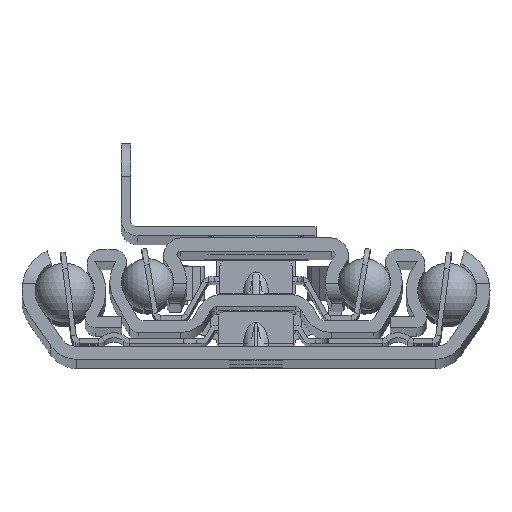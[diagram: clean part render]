
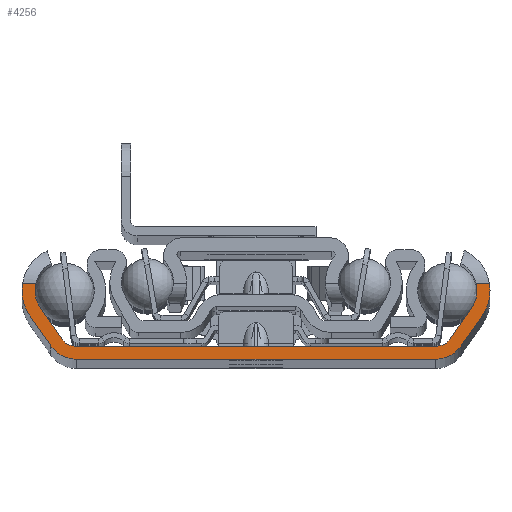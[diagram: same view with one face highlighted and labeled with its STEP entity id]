
A CAD part, top view. The second image highlights one B-rep face of the part: STEP entity #4256.
In plain terms, the highlighted planar face has unit normal (0, 0, 1).
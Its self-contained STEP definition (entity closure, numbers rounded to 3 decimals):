
#36=DIRECTION('',(-1.,0.,0.));
#37=VECTOR('',#36,2.014);
#38=CARTESIAN_POINT('',(-33.346,11.5,0.));
#39=LINE('',#38,#37);
#40=CARTESIAN_POINT('',(-28.725,10.4,0.));
#41=DIRECTION('',(0.,0.,-1.));
#42=DIRECTION('',(-0.819,-0.574,0.));
#43=AXIS2_PLACEMENT_3D('',#40,#41,#42);
#45=DIRECTION('',(-0.574,0.819,0.));
#46=VECTOR('',#45,5.757);
#47=CARTESIAN_POINT('',(-29.314,2.959,0.));
#48=LINE('',#47,#46);
#49=CARTESIAN_POINT('',(-27.471,4.25,0.));
#50=DIRECTION('',(0.,0.,-1.));
#51=DIRECTION('',(0.,-1.,0.));
#52=AXIS2_PLACEMENT_3D('',#49,#50,#51);
#54=DIRECTION('',(-1.,0.,0.));
#55=VECTOR('',#54,54.941);
#56=CARTESIAN_POINT('',(27.471,2.,0.));
#57=LINE('',#56,#55);
#58=CARTESIAN_POINT('',(27.471,4.25,0.));
#59=DIRECTION('',(0.,0.,-1.));
#60=DIRECTION('',(0.819,-0.574,0.));
#61=AXIS2_PLACEMENT_3D('',#58,#59,#60);
#63=DIRECTION('',(-0.574,-0.819,0.));
#64=VECTOR('',#63,5.757);
#65=CARTESIAN_POINT('',(32.616,7.676,0.));
#66=LINE('',#65,#64);
#67=CARTESIAN_POINT('',(28.725,10.4,0.));
#68=DIRECTION('',(0.,0.,-1.));
#69=DIRECTION('',(0.973,0.232,0.));
#70=AXIS2_PLACEMENT_3D('',#67,#68,#69);
#72=DIRECTION('',(-1.,0.,0.));
#73=VECTOR('',#72,2.014);
#74=CARTESIAN_POINT('',(35.359,11.5,0.));
#75=LINE('',#74,#73);
#76=CARTESIAN_POINT('',(28.725,10.4,0.));
#77=DIRECTION('',(0.,0.,1.));
#78=DIRECTION('',(0.819,-0.574,0.));
#79=AXIS2_PLACEMENT_3D('',#76,#77,#78);
#81=DIRECTION('',(0.574,0.819,0.));
#82=VECTOR('',#81,5.514);
#83=CARTESIAN_POINT('',(31.071,2.026,0.));
#84=LINE('',#83,#82);
#85=CARTESIAN_POINT('',(27.18,4.75,0.));
#86=DIRECTION('',(0.,0.,1.));
#87=DIRECTION('',(0.,-1.,0.));
#88=AXIS2_PLACEMENT_3D('',#85,#86,#87);
#90=DIRECTION('',(1.,0.,0.));
#91=VECTOR('',#90,54.36);
#92=CARTESIAN_POINT('',(-27.18,0.,0.));
#93=LINE('',#92,#91);
#94=CARTESIAN_POINT('',(-27.18,4.75,0.));
#95=DIRECTION('',(0.,0.,1.));
#96=DIRECTION('',(-0.819,-0.574,0.));
#97=AXIS2_PLACEMENT_3D('',#94,#95,#96);
#99=DIRECTION('',(0.574,-0.819,0.));
#100=VECTOR('',#99,5.514);
#101=CARTESIAN_POINT('',(-34.234,6.543,0.));
#102=LINE('',#101,#100);
#103=CARTESIAN_POINT('',(-28.725,10.4,0.));
#104=DIRECTION('',(0.,0.,1.));
#105=DIRECTION('',(-0.987,0.164,0.));
#106=AXIS2_PLACEMENT_3D('',#103,#104,#105);
#3504=CARTESIAN_POINT('',(-27.471,2.,0.));
#3505=CARTESIAN_POINT('',(-29.314,2.959,0.));
#3506=VERTEX_POINT('',#3504);
#3507=VERTEX_POINT('',#3505);
#3508=CARTESIAN_POINT('',(-32.616,7.676,0.));
#3509=VERTEX_POINT('',#3508);
#3510=CARTESIAN_POINT('',(-34.234,6.543,0.));
#3511=CARTESIAN_POINT('',(-31.071,2.026,0.));
#3512=VERTEX_POINT('',#3510);
#3513=VERTEX_POINT('',#3511);
#3514=CARTESIAN_POINT('',(-27.18,0.,0.));
#3515=VERTEX_POINT('',#3514);
#3516=CARTESIAN_POINT('',(27.18,0.,0.));
#3517=VERTEX_POINT('',#3516);
#3518=CARTESIAN_POINT('',(31.071,2.026,0.));
#3519=VERTEX_POINT('',#3518);
#3520=CARTESIAN_POINT('',(34.234,6.543,0.));
#3521=VERTEX_POINT('',#3520);
#3522=CARTESIAN_POINT('',(32.616,7.676,0.));
#3523=CARTESIAN_POINT('',(29.314,2.959,0.));
#3524=VERTEX_POINT('',#3522);
#3525=VERTEX_POINT('',#3523);
#3526=CARTESIAN_POINT('',(27.471,2.,0.));
#3527=VERTEX_POINT('',#3526);
#3560=CARTESIAN_POINT('',(-33.346,11.5,0.));
#3561=CARTESIAN_POINT('',(-35.359,11.5,0.));
#3562=VERTEX_POINT('',#3560);
#3563=VERTEX_POINT('',#3561);
#3564=CARTESIAN_POINT('',(35.359,11.5,0.));
#3565=CARTESIAN_POINT('',(33.346,11.5,0.));
#3566=VERTEX_POINT('',#3564);
#3567=VERTEX_POINT('',#3565);
#4217=CARTESIAN_POINT('',(0.,0.,0.));
#4218=DIRECTION('',(0.,0.,1.));
#4219=DIRECTION('',(1.,0.,0.));
#4220=AXIS2_PLACEMENT_3D('',#4217,#4218,#4219);
#4221=PLANE('',#4220);
#4223=ORIENTED_EDGE('',*,*,#4222,.F.);
#4225=ORIENTED_EDGE('',*,*,#4224,.F.);
#4227=ORIENTED_EDGE('',*,*,#4226,.F.);
#4229=ORIENTED_EDGE('',*,*,#4228,.F.);
#4231=ORIENTED_EDGE('',*,*,#4230,.F.);
#4233=ORIENTED_EDGE('',*,*,#4232,.F.);
#4235=ORIENTED_EDGE('',*,*,#4234,.F.);
#4237=ORIENTED_EDGE('',*,*,#4236,.F.);
#4239=ORIENTED_EDGE('',*,*,#4238,.F.);
#4241=ORIENTED_EDGE('',*,*,#4240,.F.);
#4243=ORIENTED_EDGE('',*,*,#4242,.F.);
#4245=ORIENTED_EDGE('',*,*,#4244,.F.);
#4247=ORIENTED_EDGE('',*,*,#4246,.F.);
#4249=ORIENTED_EDGE('',*,*,#4248,.F.);
#4251=ORIENTED_EDGE('',*,*,#4250,.F.);
#4253=ORIENTED_EDGE('',*,*,#4252,.F.);
#4254=EDGE_LOOP('',(#4223,#4225,#4227,#4229,#4231,#4233,#4235,#4237,#4239,#4241,
#4243,#4245,#4247,#4249,#4251,#4253));
#4255=FACE_OUTER_BOUND('',#4254,.F.);
#4256=ADVANCED_FACE('',(#4255),#4221,.T.);
#44=CIRCLE('',#43,4.75);
#53=CIRCLE('',#52,2.25);
#62=CIRCLE('',#61,2.25);
#71=CIRCLE('',#70,4.75);
#80=CIRCLE('',#79,6.725);
#89=CIRCLE('',#88,4.75);
#98=CIRCLE('',#97,4.75);
#107=CIRCLE('',#106,6.725);
#4222=EDGE_CURVE('',#3562,#3563,#39,.T.);
#4224=EDGE_CURVE('',#3509,#3562,#44,.T.);
#4226=EDGE_CURVE('',#3507,#3509,#48,.T.);
#4228=EDGE_CURVE('',#3506,#3507,#53,.T.);
#4230=EDGE_CURVE('',#3527,#3506,#57,.T.);
#4232=EDGE_CURVE('',#3525,#3527,#62,.T.);
#4234=EDGE_CURVE('',#3524,#3525,#66,.T.);
#4236=EDGE_CURVE('',#3567,#3524,#71,.T.);
#4238=EDGE_CURVE('',#3566,#3567,#75,.T.);
#4240=EDGE_CURVE('',#3521,#3566,#80,.T.);
#4242=EDGE_CURVE('',#3519,#3521,#84,.T.);
#4244=EDGE_CURVE('',#3517,#3519,#89,.T.);
#4246=EDGE_CURVE('',#3515,#3517,#93,.T.);
#4248=EDGE_CURVE('',#3513,#3515,#98,.T.);
#4250=EDGE_CURVE('',#3512,#3513,#102,.T.);
#4252=EDGE_CURVE('',#3563,#3512,#107,.T.);
